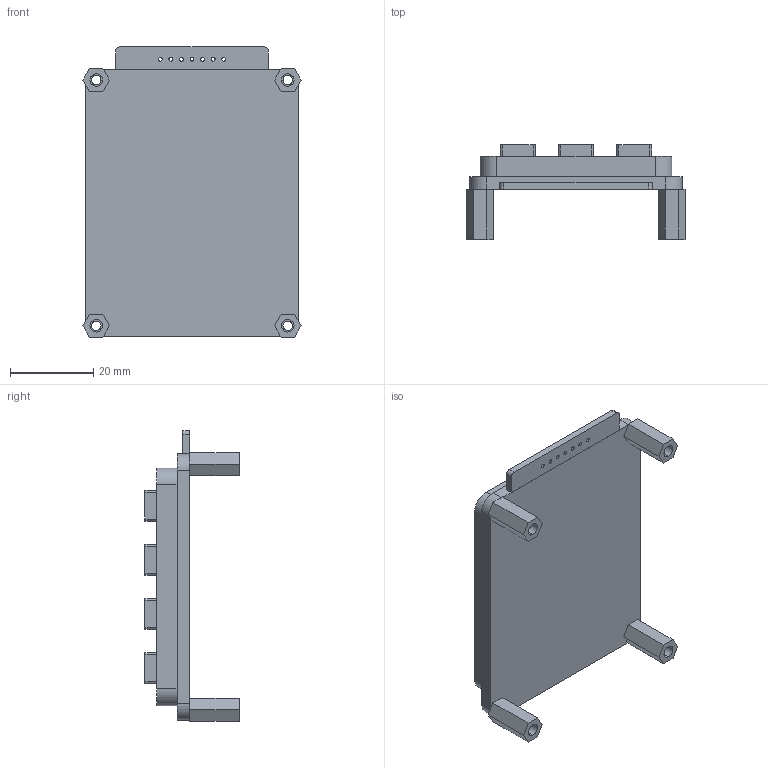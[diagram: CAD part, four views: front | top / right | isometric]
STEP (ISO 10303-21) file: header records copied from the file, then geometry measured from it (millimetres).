
FILE_DESCRIPTION (( 'STEP AP214' ), '1' );
FILE_NAME ('Keypad 3x4.STEP', '2013-04-03T05:35:00', ( 'University of South Australia' ), ( 'UniSA' ), 'SwSTEP 2.0', 'SolidWorks 2012', '' );
FILE_SCHEMA (( 'AUTOMOTIVE_DESIGN' ));
Length unit declared in the file: millimetre
Products named in the file (1): Keypad 3x4
Bounding box: 52.35 x 22.8 x 69.75 mm (x, y, z)
Volume: 25802 mm3; surface area: 18158.7 mm2
Topology: 38 solids, 38 shells, 486 faces, 1230 edges, 820 vertices
Faces by surface type: plane 284, cylinder 130, bspline 72
Entity records: 19588 total; most frequent: CARTESIAN_POINT 7185, ORIENTED_EDGE 2460, DIRECTION 2176, EDGE_CURVE 1230, VECTOR 826, LINE 826, VERTEX_POINT 820, AXIS2_PLACEMENT_3D 675
